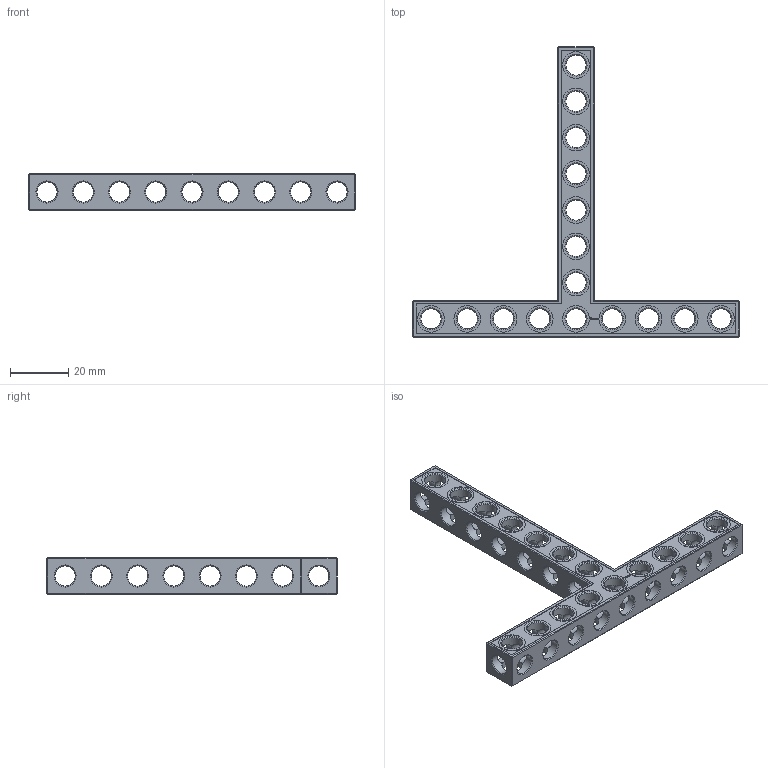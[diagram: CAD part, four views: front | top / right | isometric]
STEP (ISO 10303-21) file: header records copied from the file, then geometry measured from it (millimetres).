
FILE_DESCRIPTION(('FreeCAD Model'),'2;1');
FILE_NAME('Open CASCADE Shape Model','2022-01-27T23:01:15',( 'Paulo Kiefe'),('STEMFIE.org'),'Open CASCADE STEP processor 7.4', 'FreeCAD','Unknown');
FILE_SCHEMA(('AUTOMOTIVE_DESIGN { 1 0 10303 214 1 1 1 1 }'));
Products named in the file (1): Beam_TSH_SYM_ESS_BU09x08x01_-_SPN-BEM-1063_(stemfie.org)
Bounding box: 112.5 x 100 x 12.5 mm (x, y, z)
Volume: 15629.4 mm3; surface area: 14081.8 mm2
Topology: 1 solids, 1 shells, 729 faces, 2164 edges, 1422 vertices
Faces by surface type: plane 392, extrusion 174, cylinder 97, cone 66
Full cylindrical faces by diameter (mm): 6.98 x10, 7 x71, 9.2 x16
Entity records: 77510 total; most frequent: CARTESIAN_POINT 37005, DIRECTION 6460, VECTOR 4538, LINE 4364, ORIENTED_EDGE 4328, PCURVE 4328, DEFINITIONAL_REPRESENTATION 4328, EDGE_CURVE 2164
